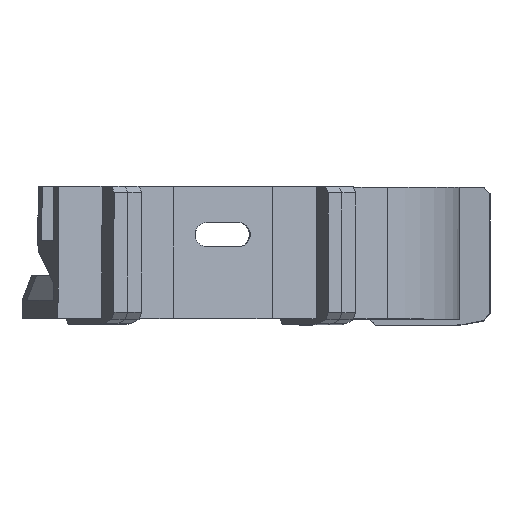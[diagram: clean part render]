
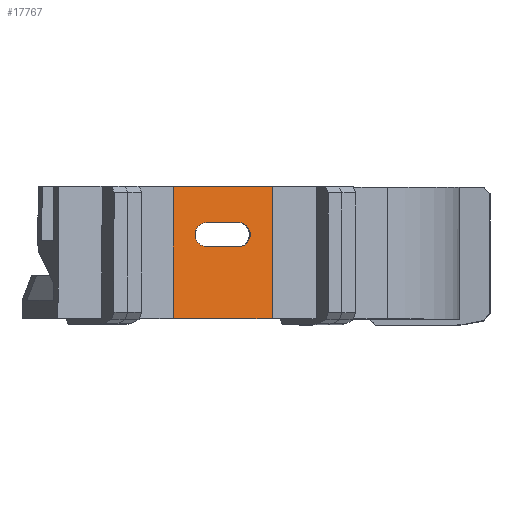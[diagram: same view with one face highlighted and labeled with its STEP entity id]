
A CAD part, left-side view. The second image highlights one B-rep face of the part: STEP entity #17767.
In plain terms, the highlighted face is planar.
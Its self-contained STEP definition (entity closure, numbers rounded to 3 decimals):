
#17491 = VERTEX_POINT('',#17492);
#17492 = CARTESIAN_POINT('',(3.,0.,16.));
#17499 = CYLINDRICAL_SURFACE('',#17500,2.);
#17500 = AXIS2_PLACEMENT_3D('',#17501,#17502,#17503);
#17501 = CARTESIAN_POINT('',(3.,24.,14.));
#17502 = DIRECTION('',(-0.,1.,0.));
#17503 = DIRECTION('',(0.,0.,-1.));
#17511 = PLANE('',#17512);
#17512 = AXIS2_PLACEMENT_3D('',#17513,#17514,#17515);
#17513 = CARTESIAN_POINT('',(3.,24.,16.));
#17514 = DIRECTION('',(0.,0.,-1.));
#17515 = DIRECTION('',(-1.,0.,-0.));
#17553 = VERTEX_POINT('',#17554);
#17554 = CARTESIAN_POINT('',(3.,0.,12.));
#17568 = PLANE('',#17569);
#17569 = AXIS2_PLACEMENT_3D('',#17570,#17571,#17572);
#17570 = CARTESIAN_POINT('',(-3.,24.,12.));
#17571 = DIRECTION('',(0.,0.,1.));
#17572 = DIRECTION('',(1.,0.,0.));
#17580 = EDGE_CURVE('',#17491,#17553,#17581,.T.);
#17581 = SURFACE_CURVE('',#17582,(#17587,#17594),.PCURVE_S1.);
#17582 = CIRCLE('',#17583,2.);
#17583 = AXIS2_PLACEMENT_3D('',#17584,#17585,#17586);
#17584 = CARTESIAN_POINT('',(3.,0.,14.));
#17585 = DIRECTION('',(0.,1.,0.));
#17586 = DIRECTION('',(0.,0.,-1.));
#17587 = PCURVE('',#17499,#17588);
#17588 = DEFINITIONAL_REPRESENTATION('',(#17589),#17593);
#17589 = LINE('',#17590,#17591);
#17590 = CARTESIAN_POINT('',(-6.283,-24.));
#17591 = VECTOR('',#17592,1.);
#17592 = DIRECTION('',(1.,-0.));
#17593 = ( GEOMETRIC_REPRESENTATION_CONTEXT(2) 
PARAMETRIC_REPRESENTATION_CONTEXT() REPRESENTATION_CONTEXT('2D SPACE',''
  ) );
#17594 = PCURVE('',#17595,#17600);
#17595 = PLANE('',#17596);
#17596 = AXIS2_PLACEMENT_3D('',#17597,#17598,#17599);
#17597 = CARTESIAN_POINT('',(0.,0.,0.));
#17598 = DIRECTION('',(0.,1.,-0.));
#17599 = DIRECTION('',(0.,0.,1.));
#17600 = DEFINITIONAL_REPRESENTATION('',(#17601),#17605);
#17601 = CIRCLE('',#17602,2.);
#17602 = AXIS2_PLACEMENT_2D('',#17603,#17604);
#17603 = CARTESIAN_POINT('',(14.,3.));
#17604 = DIRECTION('',(-1.,0.));
#17605 = ( GEOMETRIC_REPRESENTATION_CONTEXT(2) 
PARAMETRIC_REPRESENTATION_CONTEXT() REPRESENTATION_CONTEXT('2D SPACE',''
  ) );
#17613 = VERTEX_POINT('',#17614);
#17614 = CARTESIAN_POINT('',(-3.,0.,16.));
#17628 = CYLINDRICAL_SURFACE('',#17629,2.);
#17629 = AXIS2_PLACEMENT_3D('',#17630,#17631,#17632);
#17630 = CARTESIAN_POINT('',(-3.,24.,14.));
#17631 = DIRECTION('',(-0.,1.,0.));
#17632 = DIRECTION('',(0.,0.,1.));
#17667 = EDGE_CURVE('',#17491,#17613,#17668,.T.);
#17668 = SURFACE_CURVE('',#17669,(#17673,#17679),.PCURVE_S1.);
#17669 = LINE('',#17670,#17671);
#17670 = CARTESIAN_POINT('',(1.5,0.,16.));
#17671 = VECTOR('',#17672,1.);
#17672 = DIRECTION('',(-1.,0.,0.));
#17673 = PCURVE('',#17511,#17674);
#17674 = DEFINITIONAL_REPRESENTATION('',(#17675),#17678);
#17675 = B_SPLINE_CURVE_WITH_KNOTS('',1,(#17676,#17677),.UNSPECIFIED.,
  .F.,.F.,(2,2),(-1.5,4.5),.PIECEWISE_BEZIER_KNOTS.);
#17676 = CARTESIAN_POINT('',(0.,-24.));
#17677 = CARTESIAN_POINT('',(6.,-24.));
#17678 = ( GEOMETRIC_REPRESENTATION_CONTEXT(2) 
PARAMETRIC_REPRESENTATION_CONTEXT() REPRESENTATION_CONTEXT('2D SPACE',''
  ) );
#17679 = PCURVE('',#17595,#17680);
#17680 = DEFINITIONAL_REPRESENTATION('',(#17681),#17684);
#17681 = B_SPLINE_CURVE_WITH_KNOTS('',1,(#17682,#17683),.UNSPECIFIED.,
  .F.,.F.,(2,2),(-1.5,4.5),.PIECEWISE_BEZIER_KNOTS.);
#17682 = CARTESIAN_POINT('',(16.,3.));
#17683 = CARTESIAN_POINT('',(16.,-3.));
#17684 = ( GEOMETRIC_REPRESENTATION_CONTEXT(2) 
PARAMETRIC_REPRESENTATION_CONTEXT() REPRESENTATION_CONTEXT('2D SPACE',''
  ) );
#17767 = ADVANCED_FACE('',(#17768,#17882),#17595,.F.);
#17768 = FACE_BOUND('',#17769,.F.);
#17769 = EDGE_LOOP('',(#17770,#17800,#17828,#17856));
#17770 = ORIENTED_EDGE('',*,*,#17771,.F.);
#17771 = EDGE_CURVE('',#17772,#17774,#17776,.T.);
#17772 = VERTEX_POINT('',#17773);
#17773 = CARTESIAN_POINT('',(-9.,0.,0.));
#17774 = VERTEX_POINT('',#17775);
#17775 = CARTESIAN_POINT('',(9.,0.,0.));
#17776 = SURFACE_CURVE('',#17777,(#17781,#17788),.PCURVE_S1.);
#17777 = LINE('',#17778,#17779);
#17778 = CARTESIAN_POINT('',(-9.,0.,0.));
#17779 = VECTOR('',#17780,1.);
#17780 = DIRECTION('',(1.,0.,0.));
#17781 = PCURVE('',#17595,#17782);
#17782 = DEFINITIONAL_REPRESENTATION('',(#17783),#17787);
#17783 = LINE('',#17784,#17785);
#17784 = CARTESIAN_POINT('',(0.,-9.));
#17785 = VECTOR('',#17786,1.);
#17786 = DIRECTION('',(0.,1.));
#17787 = ( GEOMETRIC_REPRESENTATION_CONTEXT(2) 
PARAMETRIC_REPRESENTATION_CONTEXT() REPRESENTATION_CONTEXT('2D SPACE',''
  ) );
#17788 = PCURVE('',#17789,#17794);
#17789 = PLANE('',#17790);
#17790 = AXIS2_PLACEMENT_3D('',#17791,#17792,#17793);
#17791 = CARTESIAN_POINT('',(0.,15.,0.));
#17792 = DIRECTION('',(0.,0.,1.));
#17793 = DIRECTION('',(0.,-1.,0.));
#17794 = DEFINITIONAL_REPRESENTATION('',(#17795),#17799);
#17795 = LINE('',#17796,#17797);
#17796 = CARTESIAN_POINT('',(15.,-9.));
#17797 = VECTOR('',#17798,1.);
#17798 = DIRECTION('',(0.,1.));
#17799 = ( GEOMETRIC_REPRESENTATION_CONTEXT(2) 
PARAMETRIC_REPRESENTATION_CONTEXT() REPRESENTATION_CONTEXT('2D SPACE',''
  ) );
#17800 = ORIENTED_EDGE('',*,*,#17801,.T.);
#17801 = EDGE_CURVE('',#17772,#17802,#17804,.T.);
#17802 = VERTEX_POINT('',#17803);
#17803 = CARTESIAN_POINT('',(-9.,0.,22.));
#17804 = SURFACE_CURVE('',#17805,(#17809,#17816),.PCURVE_S1.);
#17805 = LINE('',#17806,#17807);
#17806 = CARTESIAN_POINT('',(-9.,0.,0.));
#17807 = VECTOR('',#17808,1.);
#17808 = DIRECTION('',(0.,0.,1.));
#17809 = PCURVE('',#17595,#17810);
#17810 = DEFINITIONAL_REPRESENTATION('',(#17811),#17815);
#17811 = LINE('',#17812,#17813);
#17812 = CARTESIAN_POINT('',(0.,-9.));
#17813 = VECTOR('',#17814,1.);
#17814 = DIRECTION('',(1.,0.));
#17815 = ( GEOMETRIC_REPRESENTATION_CONTEXT(2) 
PARAMETRIC_REPRESENTATION_CONTEXT() REPRESENTATION_CONTEXT('2D SPACE',''
  ) );
#17816 = PCURVE('',#17817,#17822);
#17817 = PLANE('',#17818);
#17818 = AXIS2_PLACEMENT_3D('',#17819,#17820,#17821);
#17819 = CARTESIAN_POINT('',(-9.,4.162,7.662));
#17820 = DIRECTION('',(-1.,0.,0.));
#17821 = DIRECTION('',(0.,0.,1.));
#17822 = DEFINITIONAL_REPRESENTATION('',(#17823),#17827);
#17823 = LINE('',#17824,#17825);
#17824 = CARTESIAN_POINT('',(-7.662,-4.162));
#17825 = VECTOR('',#17826,1.);
#17826 = DIRECTION('',(1.,0.));
#17827 = ( GEOMETRIC_REPRESENTATION_CONTEXT(2) 
PARAMETRIC_REPRESENTATION_CONTEXT() REPRESENTATION_CONTEXT('2D SPACE',''
  ) );
#17828 = ORIENTED_EDGE('',*,*,#17829,.F.);
#17829 = EDGE_CURVE('',#17830,#17802,#17832,.T.);
#17830 = VERTEX_POINT('',#17831);
#17831 = CARTESIAN_POINT('',(9.,0.,22.));
#17832 = SURFACE_CURVE('',#17833,(#17837,#17844),.PCURVE_S1.);
#17833 = LINE('',#17834,#17835);
#17834 = CARTESIAN_POINT('',(9.,0.,22.));
#17835 = VECTOR('',#17836,1.);
#17836 = DIRECTION('',(-1.,0.,0.));
#17837 = PCURVE('',#17595,#17838);
#17838 = DEFINITIONAL_REPRESENTATION('',(#17839),#17843);
#17839 = LINE('',#17840,#17841);
#17840 = CARTESIAN_POINT('',(22.,9.));
#17841 = VECTOR('',#17842,1.);
#17842 = DIRECTION('',(0.,-1.));
#17843 = ( GEOMETRIC_REPRESENTATION_CONTEXT(2) 
PARAMETRIC_REPRESENTATION_CONTEXT() REPRESENTATION_CONTEXT('2D SPACE',''
  ) );
#17844 = PCURVE('',#17845,#17850);
#17845 = PLANE('',#17846);
#17846 = AXIS2_PLACEMENT_3D('',#17847,#17848,#17849);
#17847 = CARTESIAN_POINT('',(0.,0.,22.));
#17848 = DIRECTION('',(0.,0.,-1.));
#17849 = DIRECTION('',(0.,1.,0.));
#17850 = DEFINITIONAL_REPRESENTATION('',(#17851),#17855);
#17851 = LINE('',#17852,#17853);
#17852 = CARTESIAN_POINT('',(0.,9.));
#17853 = VECTOR('',#17854,1.);
#17854 = DIRECTION('',(0.,-1.));
#17855 = ( GEOMETRIC_REPRESENTATION_CONTEXT(2) 
PARAMETRIC_REPRESENTATION_CONTEXT() REPRESENTATION_CONTEXT('2D SPACE',''
  ) );
#17856 = ORIENTED_EDGE('',*,*,#17857,.F.);
#17857 = EDGE_CURVE('',#17774,#17830,#17858,.T.);
#17858 = SURFACE_CURVE('',#17859,(#17863,#17870),.PCURVE_S1.);
#17859 = LINE('',#17860,#17861);
#17860 = CARTESIAN_POINT('',(9.,0.,0.));
#17861 = VECTOR('',#17862,1.);
#17862 = DIRECTION('',(0.,0.,1.));
#17863 = PCURVE('',#17595,#17864);
#17864 = DEFINITIONAL_REPRESENTATION('',(#17865),#17869);
#17865 = LINE('',#17866,#17867);
#17866 = CARTESIAN_POINT('',(0.,9.));
#17867 = VECTOR('',#17868,1.);
#17868 = DIRECTION('',(1.,0.));
#17869 = ( GEOMETRIC_REPRESENTATION_CONTEXT(2) 
PARAMETRIC_REPRESENTATION_CONTEXT() REPRESENTATION_CONTEXT('2D SPACE',''
  ) );
#17870 = PCURVE('',#17871,#17876);
#17871 = PLANE('',#17872);
#17872 = AXIS2_PLACEMENT_3D('',#17873,#17874,#17875);
#17873 = CARTESIAN_POINT('',(9.,4.162,7.662));
#17874 = DIRECTION('',(-1.,0.,0.));
#17875 = DIRECTION('',(0.,0.,1.));
#17876 = DEFINITIONAL_REPRESENTATION('',(#17877),#17881);
#17877 = LINE('',#17878,#17879);
#17878 = CARTESIAN_POINT('',(-7.662,-4.162));
#17879 = VECTOR('',#17880,1.);
#17880 = DIRECTION('',(1.,0.));
#17881 = ( GEOMETRIC_REPRESENTATION_CONTEXT(2) 
PARAMETRIC_REPRESENTATION_CONTEXT() REPRESENTATION_CONTEXT('2D SPACE',''
  ) );
#17882 = FACE_BOUND('',#17883,.F.);
#17883 = EDGE_LOOP('',(#17884,#17885,#17886,#17910));
#17884 = ORIENTED_EDGE('',*,*,#17580,.F.);
#17885 = ORIENTED_EDGE('',*,*,#17667,.T.);
#17886 = ORIENTED_EDGE('',*,*,#17887,.F.);
#17887 = EDGE_CURVE('',#17888,#17613,#17890,.T.);
#17888 = VERTEX_POINT('',#17889);
#17889 = CARTESIAN_POINT('',(-3.,0.,12.));
#17890 = SURFACE_CURVE('',#17891,(#17896,#17903),.PCURVE_S1.);
#17891 = CIRCLE('',#17892,2.);
#17892 = AXIS2_PLACEMENT_3D('',#17893,#17894,#17895);
#17893 = CARTESIAN_POINT('',(-3.,0.,14.));
#17894 = DIRECTION('',(-0.,1.,0.));
#17895 = DIRECTION('',(0.,0.,1.));
#17896 = PCURVE('',#17595,#17897);
#17897 = DEFINITIONAL_REPRESENTATION('',(#17898),#17902);
#17898 = CIRCLE('',#17899,2.);
#17899 = AXIS2_PLACEMENT_2D('',#17900,#17901);
#17900 = CARTESIAN_POINT('',(14.,-3.));
#17901 = DIRECTION('',(1.,0.));
#17902 = ( GEOMETRIC_REPRESENTATION_CONTEXT(2) 
PARAMETRIC_REPRESENTATION_CONTEXT() REPRESENTATION_CONTEXT('2D SPACE',''
  ) );
#17903 = PCURVE('',#17628,#17904);
#17904 = DEFINITIONAL_REPRESENTATION('',(#17905),#17909);
#17905 = LINE('',#17906,#17907);
#17906 = CARTESIAN_POINT('',(-6.283,-24.));
#17907 = VECTOR('',#17908,1.);
#17908 = DIRECTION('',(1.,-0.));
#17909 = ( GEOMETRIC_REPRESENTATION_CONTEXT(2) 
PARAMETRIC_REPRESENTATION_CONTEXT() REPRESENTATION_CONTEXT('2D SPACE',''
  ) );
#17910 = ORIENTED_EDGE('',*,*,#17911,.T.);
#17911 = EDGE_CURVE('',#17888,#17553,#17912,.T.);
#17912 = SURFACE_CURVE('',#17913,(#17917,#17923),.PCURVE_S1.);
#17913 = LINE('',#17914,#17915);
#17914 = CARTESIAN_POINT('',(-1.5,0.,12.));
#17915 = VECTOR('',#17916,1.);
#17916 = DIRECTION('',(1.,-0.,0.));
#17917 = PCURVE('',#17595,#17918);
#17918 = DEFINITIONAL_REPRESENTATION('',(#17919),#17922);
#17919 = B_SPLINE_CURVE_WITH_KNOTS('',1,(#17920,#17921),.UNSPECIFIED.,
  .F.,.F.,(2,2),(-1.5,4.5),.PIECEWISE_BEZIER_KNOTS.);
#17920 = CARTESIAN_POINT('',(12.,-3.));
#17921 = CARTESIAN_POINT('',(12.,3.));
#17922 = ( GEOMETRIC_REPRESENTATION_CONTEXT(2) 
PARAMETRIC_REPRESENTATION_CONTEXT() REPRESENTATION_CONTEXT('2D SPACE',''
  ) );
#17923 = PCURVE('',#17568,#17924);
#17924 = DEFINITIONAL_REPRESENTATION('',(#17925),#17928);
#17925 = B_SPLINE_CURVE_WITH_KNOTS('',1,(#17926,#17927),.UNSPECIFIED.,
  .F.,.F.,(2,2),(-1.5,4.5),.PIECEWISE_BEZIER_KNOTS.);
#17926 = CARTESIAN_POINT('',(0.,-24.));
#17927 = CARTESIAN_POINT('',(6.,-24.));
#17928 = ( GEOMETRIC_REPRESENTATION_CONTEXT(2) 
PARAMETRIC_REPRESENTATION_CONTEXT() REPRESENTATION_CONTEXT('2D SPACE',''
  ) );
